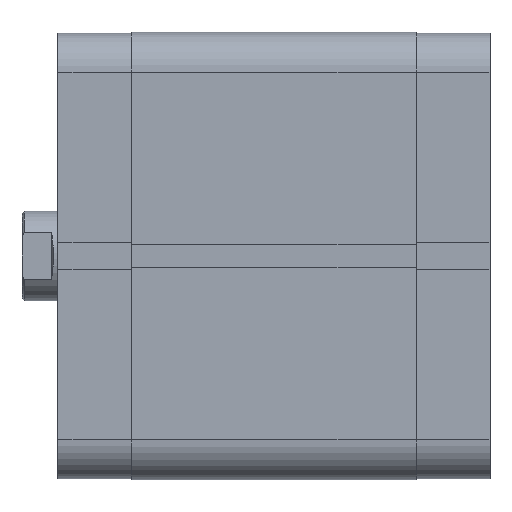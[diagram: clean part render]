
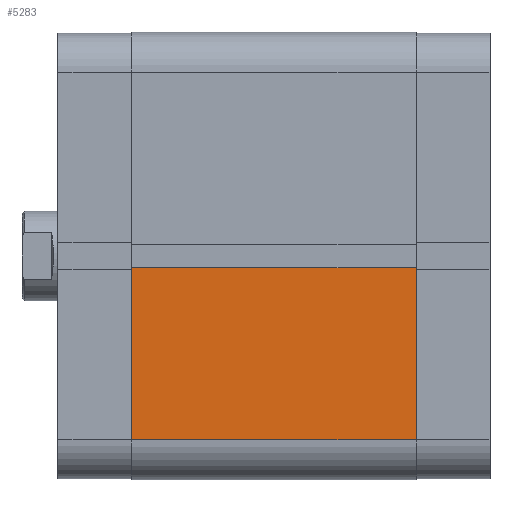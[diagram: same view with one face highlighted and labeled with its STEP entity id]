
A CAD part, front view. The second image highlights one B-rep face of the part: STEP entity #5283.
In plain terms, the highlighted face is planar.
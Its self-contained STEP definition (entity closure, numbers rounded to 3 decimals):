
#558 = ORIENTED_EDGE ( 'NONE', *, *, #1464, .T. ) ;
#579 = ORIENTED_EDGE ( 'NONE', *, *, #1512, .F. ) ;
#602 = ORIENTED_EDGE ( 'NONE', *, *, #1495, .F. ) ;
#606 = ORIENTED_EDGE ( 'NONE', *, *, #1494, .T. ) ;
#788 = CARTESIAN_POINT ( 'NONE',  ( 50., -2.6, 0. ) ) ;
#789 = CARTESIAN_POINT ( 'NONE',  ( 50., -41., 0. ) ) ;
#1464 = EDGE_CURVE ( 'NONE', #5568, #5567, #3161, .T. ) ;
#1494 = EDGE_CURVE ( 'NONE', #5529, #5568, #3220, .T. ) ;
#1495 = EDGE_CURVE ( 'NONE', #5530, #5567, #3222, .T. ) ;
#1512 = EDGE_CURVE ( 'NONE', #5529, #5530, #3256, .T. ) ;
#1826 = AXIS2_PLACEMENT_3D ( 'NONE', #3794, #3797, #3798 ) ;
#2189 = EDGE_LOOP ( 'NONE', ( #558, #602, #579, #606 ) ) ;
#3161 = LINE ( 'NONE', #6614, #3165 ) ;
#3165 = VECTOR ( 'NONE', #6617, 1000. ) ;
#3220 = LINE ( 'NONE', #3364, #3221 ) ;
#3221 = VECTOR ( 'NONE', #3365, 1000. ) ;
#3222 = LINE ( 'NONE', #3366, #3223 ) ;
#3223 = VECTOR ( 'NONE', #3367, 1000. ) ;
#3256 = LINE ( 'NONE', #3400, #3257 ) ;
#3257 = VECTOR ( 'NONE', #3401, 1000. ) ;
#3364 = CARTESIAN_POINT ( 'NONE',  ( 50., -41., 63.5 ) ) ;
#3365 = DIRECTION ( 'NONE',  ( 0., 0., -1. ) ) ;
#3366 = CARTESIAN_POINT ( 'NONE',  ( 50., -2.6, 63.5 ) ) ;
#3367 = DIRECTION ( 'NONE',  ( 0., 0., -1. ) ) ;
#3400 = CARTESIAN_POINT ( 'NONE',  ( 50., -2.6, 63.5 ) ) ;
#3401 = DIRECTION ( 'NONE',  ( 0., 1., 0. ) ) ;
#3794 = CARTESIAN_POINT ( 'NONE',  ( 50., -2.6, 63.5 ) ) ;
#3795 = PLANE ( 'NONE',  #1826 ) ;
#3797 = DIRECTION ( 'NONE',  ( -1., 0., 0. ) ) ;
#3798 = DIRECTION ( 'NONE',  ( 0., -1., 0. ) ) ;
#4609 = CARTESIAN_POINT ( 'NONE',  ( 50., -41., 63.5 ) ) ;
#4610 = CARTESIAN_POINT ( 'NONE',  ( 50., -2.6, 63.5 ) ) ;
#4798 = FACE_OUTER_BOUND ( 'NONE', #2189, .T. ) ;
#5283 = ADVANCED_FACE ( 'NONE', ( #4798 ), #3795, .F. ) ;
#5529 = VERTEX_POINT ( 'NONE', #4609 ) ;
#5530 = VERTEX_POINT ( 'NONE', #4610 ) ;
#5567 = VERTEX_POINT ( 'NONE', #788 ) ;
#5568 = VERTEX_POINT ( 'NONE', #789 ) ;
#6614 = CARTESIAN_POINT ( 'NONE',  ( 50., -2.6, 0. ) ) ;
#6617 = DIRECTION ( 'NONE',  ( 0., 1., 0. ) ) ;
